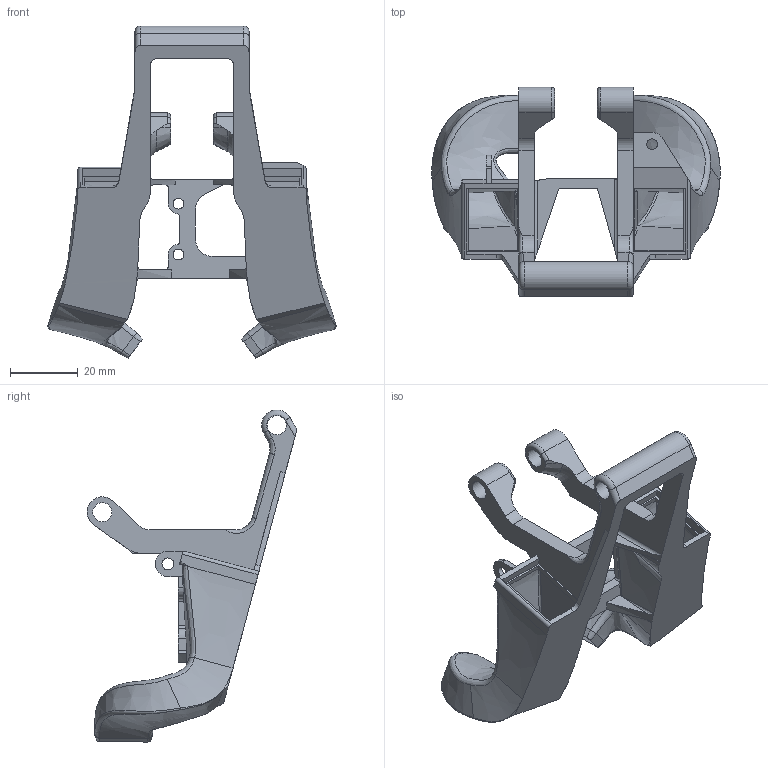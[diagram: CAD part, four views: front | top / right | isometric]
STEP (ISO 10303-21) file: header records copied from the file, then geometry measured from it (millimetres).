
FILE_DESCRIPTION(/* description */ ('STEP AP242','CAx-IF Rec.Pracs.---Representation and Presentation of Product Manufacturing Information (PMI)---4.0---2014-10-13','CAx-IF Rec.Pracs.---3D Tessellated Geometry---0.4---2014-09-14','2;1'),/* implementation_level */ '2;1');
FILE_NAME(/* name */ '64a188b7a459330a160a5380',/* time_stamp */ '2023-07-02T14:24:56Z',/* author */ (''),/* organization */ (''),/* preprocessor_version */ 'ST-DEVELOPER v19.4',/* originating_system */ ' ',/* authorisation */ ' ');
FILE_SCHEMA (('AP242_MANAGED_MODEL_BASED_3D_ENGINEERING_MIM_LF { 1 0 10303 442 1 1 4 }'));
Length unit declared in the file: metre
Products named in the file (1): duct
Bounding box: 84.91 x 61.78 x 97.76 mm (x, y, z)
Volume: 20436 mm3; surface area: 27063.4 mm2
Topology: 1 solids, 2 shells, 319 faces, 873 edges, 544 vertices
Faces by surface type: bspline 128, plane 119, cylinder 60, torus 8, cone 4
Full cylindrical faces by diameter (mm): 3.15 x3, 3.5 x1, 5.6 x3
Entity records: 15217 total; most frequent: CARTESIAN_POINT 8268, ORIENTED_EDGE 1710, DIRECTION 1024, EDGE_CURVE 855, VERTEX_POINT 542, LINE 348, VECTOR 348, B_SPLINE_CURVE_WITH_KNOTS 345
